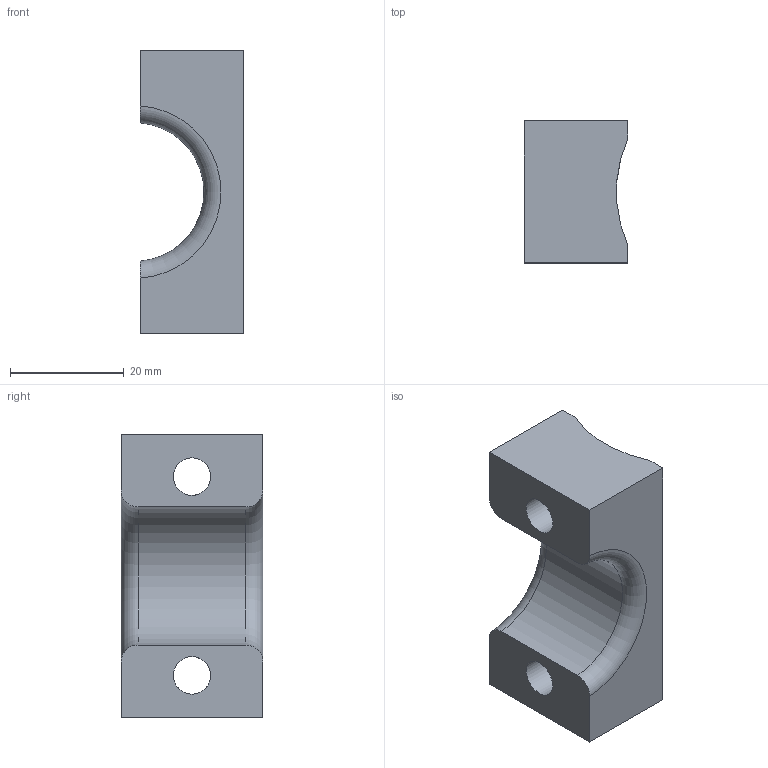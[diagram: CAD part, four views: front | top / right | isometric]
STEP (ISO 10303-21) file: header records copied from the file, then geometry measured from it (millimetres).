
FILE_DESCRIPTION(/* description */ ('Kabelbride Unterteil'),/* implementation_level */ '2;1');
FILE_NAME(/* name */ 'JR 810716.ipt_.step',/* time_stamp */ '2025-01-28T13:53:46+01:00',/* author */ ('FASC'),/* organization */ (''),/* preprocessor_version */ 'ST-DEVELOPER v18.1',/* originating_system */ 'Autodesk Inventor 2022',/* authorisation */ '');
FILE_SCHEMA (('AUTOMOTIVE_DESIGN { 1 0 10303 214 3 1 1 }'));
Length unit declared in the file: millimetre
Products named in the file (1): JR 810716
Bounding box: 18.2 x 25 x 50 mm (x, y, z)
Volume: 15005.3 mm3; surface area: 5532.4 mm2
Topology: 1 solids, 1 shells, 14 faces, 38 edges, 26 vertices
Faces by surface type: plane 8, cylinder 4, torus 2
Full cylindrical faces by diameter (mm): 6.6 x2
Entity records: 585 total; most frequent: CARTESIAN_POINT 183, ORIENTED_EDGE 76, DIRECTION 68, EDGE_CURVE 38, VERTEX_POINT 26, AXIS2_PLACEMENT_3D 23, LINE 22, VECTOR 22
